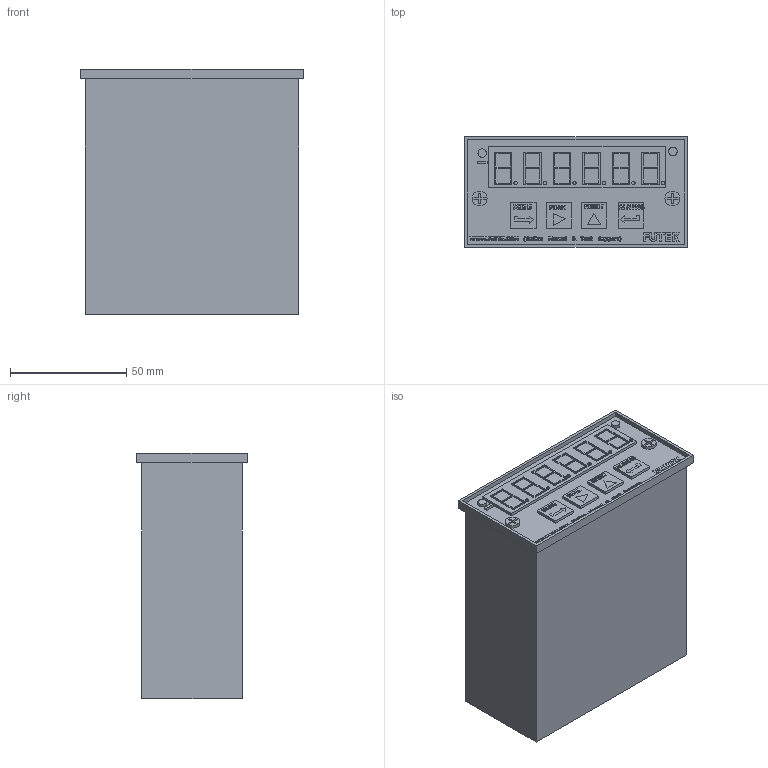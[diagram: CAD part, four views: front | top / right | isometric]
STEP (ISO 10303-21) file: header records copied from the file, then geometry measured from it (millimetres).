
FILE_DESCRIPTION((''),'2;1');
FILE_NAME('IPM500 Model.stp','2010-08-03T13:34:56',('thomasl'),(''),'Autodesk Inventor 2008','Autodesk Inventor 2008','');
FILE_SCHEMA(('AUTOMOTIVE_DESIGN { 1 0 10303 214 1 1 1 1 }'));
Length unit declared in the file: inch
Products named in the file (2): IPM500 Model; IPM500
Assembly tree (1 placements, depth 2):
  IPM500 Model
    IPM500
Bounding box: 95.76 x 47.75 x 105.61 mm (x, y, z)
Volume: 45380.7 mm3; surface area: 65315.6 mm2
Topology: 1 solids, 1 shells, 1394 faces, 3803 edges, 2534 vertices
Faces by surface type: plane 802, bspline 577, cylinder 15
Full cylindrical faces by diameter (mm): 1.448 x6, 3.656 x1, 3.658 x1, 6.35 x2
Entity records: 46597 total; most frequent: CARTESIAN_POINT 15189, ORIENTED_EDGE 7586, DIRECTION 4337, EDGE_CURVE 3793, VECTOR 2605, LINE 2605, VERTEX_POINT 2534, EDGE_LOOP 1527
